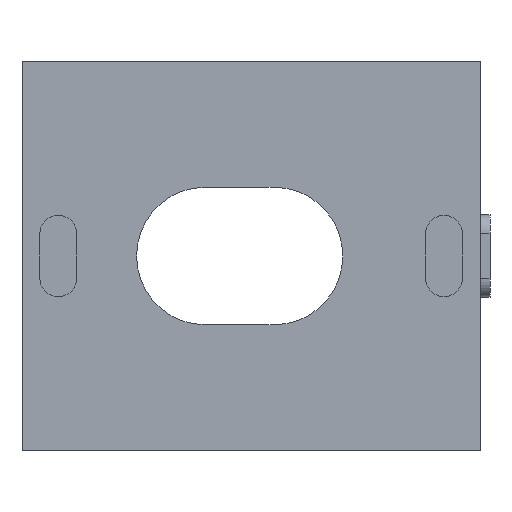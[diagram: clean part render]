
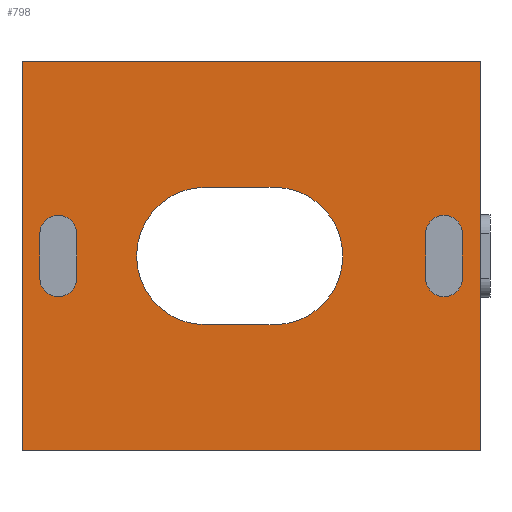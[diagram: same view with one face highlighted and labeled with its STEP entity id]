
A CAD part, left-side view. The second image highlights one B-rep face of the part: STEP entity #798.
In plain terms, the highlighted planar face has unit normal (-1, 0, 0).
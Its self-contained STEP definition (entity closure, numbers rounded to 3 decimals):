
#25 = ORIENTED_EDGE ( 'NONE', *, *, #170, .F. ) ;
#30 = EDGE_CURVE ( 'NONE', #479, #786, #1029, .T. ) ;
#32 = ORIENTED_EDGE ( 'NONE', *, *, #552, .T. ) ;
#36 = CARTESIAN_POINT ( 'NONE',  ( 0., 9., 3. ) ) ;
#49 = EDGE_LOOP ( 'NONE', ( #535, #782, #25, #874 ) ) ;
#53 = EDGE_LOOP ( 'NONE', ( #32, #343, #697, #1196 ) ) ;
#64 = AXIS2_PLACEMENT_3D ( 'NONE', #1081, #1264, #955 ) ;
#70 = DIRECTION ( 'NONE',  ( 1., 0., 0. ) ) ;
#77 = LINE ( 'NONE', #174, #793 ) ;
#87 = EDGE_CURVE ( 'NONE', #962, #744, #1267, .T. ) ;
#118 = DIRECTION ( 'NONE',  ( 1., 0., 0. ) ) ;
#120 = VECTOR ( 'NONE', #990, 1000. ) ;
#135 = FACE_BOUND ( 'NONE', #879, .T. ) ;
#148 = VERTEX_POINT ( 'NONE', #841 ) ;
#159 = VERTEX_POINT ( 'NONE', #1258 ) ;
#166 = VECTOR ( 'NONE', #1021, 1000. ) ;
#167 = ORIENTED_EDGE ( 'NONE', *, *, #365, .T. ) ;
#170 = EDGE_CURVE ( 'NONE', #262, #148, #1032, .T. ) ;
#174 = CARTESIAN_POINT ( 'NONE',  ( 0., 17.619, -8.5 ) ) ;
#178 = CARTESIAN_POINT ( 'NONE',  ( 0., 1.581, -0.975 ) ) ;
#181 = CARTESIAN_POINT ( 'NONE',  ( 0., 0., -8.5 ) ) ;
#203 = EDGE_CURVE ( 'NONE', #583, #698, #1263, .T. ) ;
#215 = FACE_BOUND ( 'NONE', #53, .T. ) ;
#217 = VECTOR ( 'NONE', #433, 1000. ) ;
#247 = VECTOR ( 'NONE', #790, 1000. ) ;
#262 = VERTEX_POINT ( 'NONE', #366 ) ;
#268 = DIRECTION ( 'NONE',  ( 0., -1., 0. ) ) ;
#270 = DIRECTION ( 'NONE',  ( 0., 0., -1. ) ) ;
#283 = VERTEX_POINT ( 'NONE', #881 ) ;
#284 = EDGE_CURVE ( 'NONE', #786, #801, #1164, .T. ) ;
#301 = VECTOR ( 'NONE', #718, 1000. ) ;
#305 = VECTOR ( 'NONE', #1159, 1000. ) ;
#313 = CARTESIAN_POINT ( 'NONE',  ( 0., 17.619, -0.975 ) ) ;
#323 = FACE_OUTER_BOUND ( 'NONE', #49, .T. ) ;
#328 = CIRCLE ( 'NONE', #897, 3. ) ;
#336 = ORIENTED_EDGE ( 'NONE', *, *, #284, .T. ) ;
#343 = ORIENTED_EDGE ( 'NONE', *, *, #885, .T. ) ;
#349 = ORIENTED_EDGE ( 'NONE', *, *, #30, .T. ) ;
#360 = CARTESIAN_POINT ( 'NONE',  ( 0., 19.219, 0.975 ) ) ;
#365 = EDGE_CURVE ( 'NONE', #1010, #829, #328, .T. ) ;
#366 = CARTESIAN_POINT ( 'NONE',  ( 0., 20., -8.5 ) ) ;
#371 = VERTEX_POINT ( 'NONE', #492 ) ;
#380 = ORIENTED_EDGE ( 'NONE', *, *, #1004, .T. ) ;
#384 = DIRECTION ( 'NONE',  ( 1., 0., 0. ) ) ;
#409 = EDGE_CURVE ( 'NONE', #730, #962, #417, .T. ) ;
#417 = LINE ( 'NONE', #566, #438 ) ;
#433 = DIRECTION ( 'NONE',  ( 0., 0., 1. ) ) ;
#438 = VECTOR ( 'NONE', #1091, 1000. ) ;
#441 = DIRECTION ( 'NONE',  ( 0., -1., 0. ) ) ;
#443 = EDGE_LOOP ( 'NONE', ( #349, #336, #928, #1209 ) ) ;
#448 = LINE ( 'NONE', #36, #504 ) ;
#454 = CARTESIAN_POINT ( 'NONE',  ( 0., 20., -8.5 ) ) ;
#456 = AXIS2_PLACEMENT_3D ( 'NONE', #514, #527, #926 ) ;
#477 = LINE ( 'NONE', #895, #120 ) ;
#479 = VERTEX_POINT ( 'NONE', #1009 ) ;
#492 = CARTESIAN_POINT ( 'NONE',  ( 0., 2.381, 0.975 ) ) ;
#495 = CARTESIAN_POINT ( 'NONE',  ( 0., 19.219, -0.975 ) ) ;
#504 = VECTOR ( 'NONE', #1167, 1000. ) ;
#514 = CARTESIAN_POINT ( 'NONE',  ( 0., 18.419, 0.975 ) ) ;
#527 = DIRECTION ( 'NONE',  ( 1., 0., 0. ) ) ;
#535 = ORIENTED_EDGE ( 'NONE', *, *, #203, .T. ) ;
#552 = EDGE_CURVE ( 'NONE', #744, #687, #77, .T. ) ;
#566 = CARTESIAN_POINT ( 'NONE',  ( 0., 19.219, -8.5 ) ) ;
#573 = AXIS2_PLACEMENT_3D ( 'NONE', #1023, #118, #737 ) ;
#583 = VERTEX_POINT ( 'NONE', #181 ) ;
#590 = EDGE_CURVE ( 'NONE', #801, #371, #477, .T. ) ;
#606 = CARTESIAN_POINT ( 'NONE',  ( 0., 0., 8.5 ) ) ;
#608 = LINE ( 'NONE', #733, #166 ) ;
#609 = CIRCLE ( 'NONE', #573, 0.8 ) ;
#648 = DIRECTION ( 'NONE',  ( -1., 0., 0. ) ) ;
#661 = CARTESIAN_POINT ( 'NONE',  ( 0., 0.781, -0.975 ) ) ;
#669 = CARTESIAN_POINT ( 'NONE',  ( 0., 12., 3. ) ) ;
#675 = LINE ( 'NONE', #1312, #247 ) ;
#677 = ORIENTED_EDGE ( 'NONE', *, *, #1332, .T. ) ;
#687 = VERTEX_POINT ( 'NONE', #313 ) ;
#691 = EDGE_CURVE ( 'NONE', #371, #479, #609, .T. ) ;
#697 = ORIENTED_EDGE ( 'NONE', *, *, #409, .T. ) ;
#698 = VERTEX_POINT ( 'NONE', #606 ) ;
#718 = DIRECTION ( 'NONE',  ( 0., 0., -1. ) ) ;
#730 = VERTEX_POINT ( 'NONE', #495 ) ;
#733 = CARTESIAN_POINT ( 'NONE',  ( 0., 9., -3. ) ) ;
#737 = DIRECTION ( 'NONE',  ( 0., -1., 0. ) ) ;
#744 = VERTEX_POINT ( 'NONE', #910 ) ;
#771 = FACE_BOUND ( 'NONE', #443, .T. ) ;
#782 = ORIENTED_EDGE ( 'NONE', *, *, #975, .F. ) ;
#786 = VERTEX_POINT ( 'NONE', #661 ) ;
#790 = DIRECTION ( 'NONE',  ( 0., -1., 0. ) ) ;
#793 = VECTOR ( 'NONE', #270, 1000. ) ;
#798 = ADVANCED_FACE ( 'NONE', ( #135, #323, #215, #771 ), #1259, .T. ) ;
#801 = VERTEX_POINT ( 'NONE', #1183 ) ;
#823 = CARTESIAN_POINT ( 'NONE',  ( 0., 12., 0. ) ) ;
#829 = VERTEX_POINT ( 'NONE', #669 ) ;
#830 = CARTESIAN_POINT ( 'NONE',  ( 0., 0., -8.5 ) ) ;
#841 = CARTESIAN_POINT ( 'NONE',  ( 0., 20., 8.5 ) ) ;
#842 = CARTESIAN_POINT ( 'NONE',  ( 0., 20., -8.5 ) ) ;
#874 = ORIENTED_EDGE ( 'NONE', *, *, #925, .T. ) ;
#879 = EDGE_LOOP ( 'NONE', ( #380, #1146, #167, #677 ) ) ;
#880 = CIRCLE ( 'NONE', #1024, 3. ) ;
#881 = CARTESIAN_POINT ( 'NONE',  ( 0., 9., -3. ) ) ;
#885 = EDGE_CURVE ( 'NONE', #687, #730, #1100, .T. ) ;
#889 = DIRECTION ( 'NONE',  ( 0., 0., -1. ) ) ;
#895 = CARTESIAN_POINT ( 'NONE',  ( 0., 2.381, -8.5 ) ) ;
#897 = AXIS2_PLACEMENT_3D ( 'NONE', #823, #384, #1125 ) ;
#910 = CARTESIAN_POINT ( 'NONE',  ( 0., 17.619, 0.975 ) ) ;
#913 = VECTOR ( 'NONE', #268, 1000. ) ;
#925 = EDGE_CURVE ( 'NONE', #262, #583, #1217, .T. ) ;
#926 = DIRECTION ( 'NONE',  ( 0., -1., 0. ) ) ;
#928 = ORIENTED_EDGE ( 'NONE', *, *, #590, .T. ) ;
#955 = DIRECTION ( 'NONE',  ( 0., -1., 0. ) ) ;
#962 = VERTEX_POINT ( 'NONE', #360 ) ;
#975 = EDGE_CURVE ( 'NONE', #148, #698, #675, .T. ) ;
#990 = DIRECTION ( 'NONE',  ( 0., 0., 1. ) ) ;
#1004 = EDGE_CURVE ( 'NONE', #159, #283, #880, .T. ) ;
#1009 = CARTESIAN_POINT ( 'NONE',  ( 0., 0.781, 0.975 ) ) ;
#1010 = VERTEX_POINT ( 'NONE', #1103 ) ;
#1020 = AXIS2_PLACEMENT_3D ( 'NONE', #842, #648, #441 ) ;
#1021 = DIRECTION ( 'NONE',  ( 0., 1., 0. ) ) ;
#1023 = CARTESIAN_POINT ( 'NONE',  ( 0., 1.581, 0.975 ) ) ;
#1024 = AXIS2_PLACEMENT_3D ( 'NONE', #1301, #1109, #889 ) ;
#1029 = LINE ( 'NONE', #1037, #301 ) ;
#1032 = LINE ( 'NONE', #1057, #217 ) ;
#1037 = CARTESIAN_POINT ( 'NONE',  ( 0., 0.781, -8.5 ) ) ;
#1057 = CARTESIAN_POINT ( 'NONE',  ( 0., 20., -8.5 ) ) ;
#1081 = CARTESIAN_POINT ( 'NONE',  ( 0., 18.419, -0.975 ) ) ;
#1091 = DIRECTION ( 'NONE',  ( 0., 0., 1. ) ) ;
#1100 = CIRCLE ( 'NONE', #64, 0.8 ) ;
#1103 = CARTESIAN_POINT ( 'NONE',  ( 0., 12., -3. ) ) ;
#1109 = DIRECTION ( 'NONE',  ( 1., 0., 0. ) ) ;
#1119 = EDGE_CURVE ( 'NONE', #283, #1010, #608, .T. ) ;
#1125 = DIRECTION ( 'NONE',  ( 0., 0., -1. ) ) ;
#1146 = ORIENTED_EDGE ( 'NONE', *, *, #1119, .T. ) ;
#1159 = DIRECTION ( 'NONE',  ( 0., 0., 1. ) ) ;
#1164 = CIRCLE ( 'NONE', #1314, 0.8 ) ;
#1167 = DIRECTION ( 'NONE',  ( 0., -1., 0. ) ) ;
#1183 = CARTESIAN_POINT ( 'NONE',  ( 0., 2.381, -0.975 ) ) ;
#1196 = ORIENTED_EDGE ( 'NONE', *, *, #87, .T. ) ;
#1209 = ORIENTED_EDGE ( 'NONE', *, *, #691, .T. ) ;
#1217 = LINE ( 'NONE', #454, #913 ) ;
#1258 = CARTESIAN_POINT ( 'NONE',  ( 0., 9., 3. ) ) ;
#1259 = PLANE ( 'NONE',  #1020 ) ;
#1263 = LINE ( 'NONE', #830, #305 ) ;
#1264 = DIRECTION ( 'NONE',  ( 1., 0., 0. ) ) ;
#1267 = CIRCLE ( 'NONE', #456, 0.8 ) ;
#1300 = DIRECTION ( 'NONE',  ( 0., -1., 0. ) ) ;
#1301 = CARTESIAN_POINT ( 'NONE',  ( 0., 9., 0. ) ) ;
#1312 = CARTESIAN_POINT ( 'NONE',  ( 0., 20., 8.5 ) ) ;
#1314 = AXIS2_PLACEMENT_3D ( 'NONE', #178, #70, #1300 ) ;
#1332 = EDGE_CURVE ( 'NONE', #829, #159, #448, .T. ) ;
